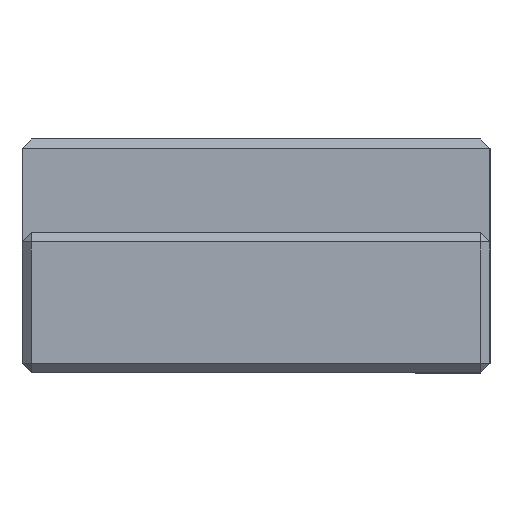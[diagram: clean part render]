
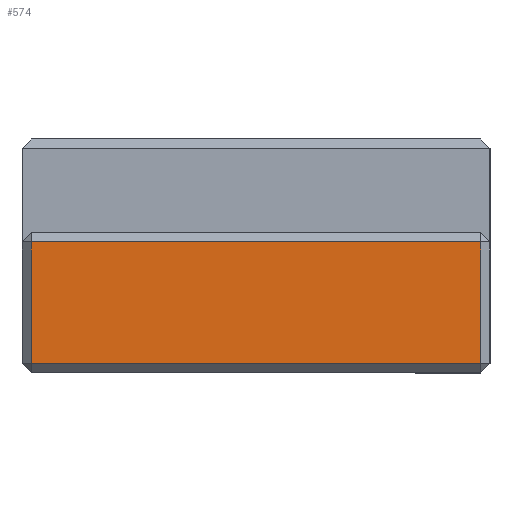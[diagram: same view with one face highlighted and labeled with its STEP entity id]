
A CAD part, left-side view. The second image highlights one B-rep face of the part: STEP entity #574.
In plain terms, the highlighted planar face has unit normal (-1, 0, 0).
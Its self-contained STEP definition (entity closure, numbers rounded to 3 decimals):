
#162 = VERTEX_POINT('',#163);
#163 = CARTESIAN_POINT('',(-87.,24.,1.));
#171 = VERTEX_POINT('',#172);
#172 = CARTESIAN_POINT('',(-87.,-24.,1.));
#178 = EDGE_CURVE('',#162,#171,#179,.T.);
#179 = LINE('',#180,#181);
#180 = CARTESIAN_POINT('',(-87.,25.,1.));
#181 = VECTOR('',#182,1.);
#182 = DIRECTION('',(0.,-1.,0.));
#574 = ADVANCED_FACE('',(#575),#600,.F.);
#575 = FACE_BOUND('',#576,.F.);
#576 = EDGE_LOOP('',(#577,#587,#593,#594));
#577 = ORIENTED_EDGE('',*,*,#578,.T.);
#578 = EDGE_CURVE('',#579,#581,#583,.T.);
#579 = VERTEX_POINT('',#580);
#580 = CARTESIAN_POINT('',(-87.,24.,14.));
#581 = VERTEX_POINT('',#582);
#582 = CARTESIAN_POINT('',(-87.,-24.,14.));
#583 = LINE('',#584,#585);
#584 = CARTESIAN_POINT('',(-87.,25.,14.));
#585 = VECTOR('',#586,1.);
#586 = DIRECTION('',(0.,-1.,0.));
#587 = ORIENTED_EDGE('',*,*,#588,.F.);
#588 = EDGE_CURVE('',#171,#581,#589,.T.);
#589 = LINE('',#590,#591);
#590 = CARTESIAN_POINT('',(-87.,-24.,0.));
#591 = VECTOR('',#592,1.);
#592 = DIRECTION('',(0.,0.,1.));
#593 = ORIENTED_EDGE('',*,*,#178,.F.);
#594 = ORIENTED_EDGE('',*,*,#595,.T.);
#595 = EDGE_CURVE('',#162,#579,#596,.T.);
#596 = LINE('',#597,#598);
#597 = CARTESIAN_POINT('',(-87.,24.,0.));
#598 = VECTOR('',#599,1.);
#599 = DIRECTION('',(0.,0.,1.));
#600 = PLANE('',#601);
#601 = AXIS2_PLACEMENT_3D('',#602,#603,#604);
#602 = CARTESIAN_POINT('',(-87.,25.,0.));
#603 = DIRECTION('',(1.,0.,0.));
#604 = DIRECTION('',(0.,-1.,0.));
